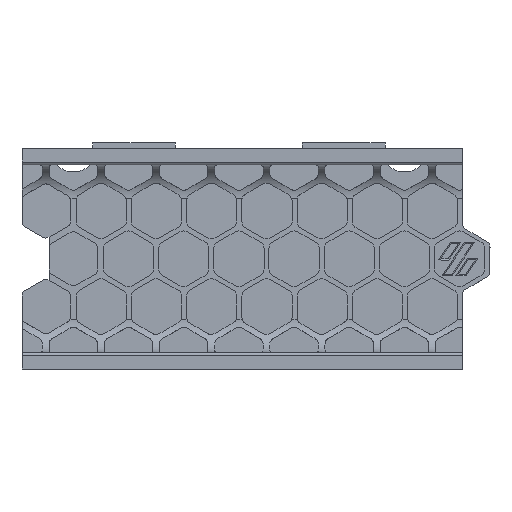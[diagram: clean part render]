
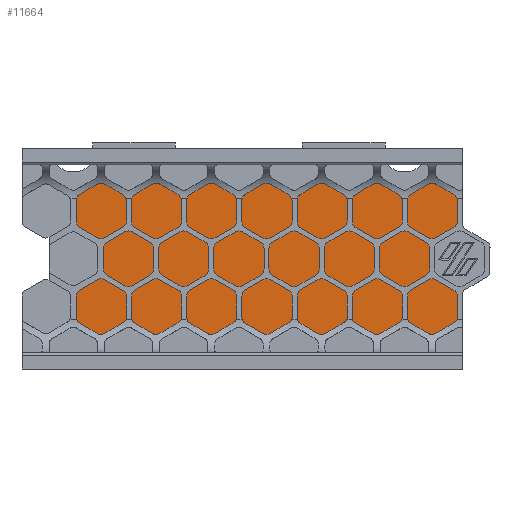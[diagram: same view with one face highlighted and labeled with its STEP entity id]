
A CAD part, top view. The second image highlights one B-rep face of the part: STEP entity #11664.
In plain terms, the highlighted planar face has unit normal (0, 0, 1).
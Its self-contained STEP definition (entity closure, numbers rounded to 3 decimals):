
#611=PLANE('',#12764);
#1200=FACE_OUTER_BOUND('',#1821,.T.);
#1821=EDGE_LOOP('',(#10822,#10823,#10824,#10825,#10826,#10827,#10828,#10829,
#10830,#10831,#10832,#10833));
#2897=LINE('',#20376,#3998);
#2900=LINE('',#20382,#4001);
#2903=LINE('',#20388,#4004);
#2906=LINE('',#20394,#4007);
#2909=LINE('',#20400,#4010);
#2913=LINE('',#20412,#4014);
#2917=LINE('',#20424,#4018);
#2921=LINE('',#20436,#4022);
#3998=VECTOR('',#15971,10.);
#4001=VECTOR('',#15976,10.);
#4004=VECTOR('',#15981,10.);
#4007=VECTOR('',#15986,10.);
#4010=VECTOR('',#15991,10.);
#4014=VECTOR('',#16003,10.);
#4018=VECTOR('',#16015,10.);
#4022=VECTOR('',#16027,10.);
#4448=CIRCLE('',#12750,1.35);
#4450=CIRCLE('',#12754,1.35);
#4452=CIRCLE('',#12758,1.35);
#4454=CIRCLE('',#12762,1.35);
#5580=VERTEX_POINT('',#20373);
#5581=VERTEX_POINT('',#20375);
#5583=VERTEX_POINT('',#20381);
#5585=VERTEX_POINT('',#20387);
#5587=VERTEX_POINT('',#20393);
#5589=VERTEX_POINT('',#20399);
#5591=VERTEX_POINT('',#20405);
#5593=VERTEX_POINT('',#20411);
#5595=VERTEX_POINT('',#20417);
#5597=VERTEX_POINT('',#20423);
#5599=VERTEX_POINT('',#20429);
#5601=VERTEX_POINT('',#20435);
#7312=EDGE_CURVE('',#5581,#5580,#2897,.T.);
#7315=EDGE_CURVE('',#5583,#5581,#2900,.T.);
#7318=EDGE_CURVE('',#5585,#5583,#2903,.T.);
#7321=EDGE_CURVE('',#5587,#5585,#2906,.T.);
#7324=EDGE_CURVE('',#5589,#5587,#2909,.T.);
#7327=EDGE_CURVE('',#5591,#5589,#4448,.T.);
#7330=EDGE_CURVE('',#5593,#5591,#2913,.T.);
#7333=EDGE_CURVE('',#5595,#5593,#4450,.T.);
#7336=EDGE_CURVE('',#5597,#5595,#2917,.T.);
#7339=EDGE_CURVE('',#5599,#5597,#4452,.T.);
#7342=EDGE_CURVE('',#5601,#5599,#2921,.T.);
#7345=EDGE_CURVE('',#5580,#5601,#4454,.T.);
#10822=ORIENTED_EDGE('',*,*,#7345,.T.);
#10823=ORIENTED_EDGE('',*,*,#7342,.T.);
#10824=ORIENTED_EDGE('',*,*,#7339,.T.);
#10825=ORIENTED_EDGE('',*,*,#7336,.T.);
#10826=ORIENTED_EDGE('',*,*,#7333,.T.);
#10827=ORIENTED_EDGE('',*,*,#7330,.T.);
#10828=ORIENTED_EDGE('',*,*,#7327,.T.);
#10829=ORIENTED_EDGE('',*,*,#7324,.T.);
#10830=ORIENTED_EDGE('',*,*,#7321,.T.);
#10831=ORIENTED_EDGE('',*,*,#7318,.T.);
#10832=ORIENTED_EDGE('',*,*,#7315,.T.);
#10833=ORIENTED_EDGE('',*,*,#7312,.T.);
#11664=ADVANCED_FACE('',(#1200),#611,.F.);
#12750=AXIS2_PLACEMENT_3D('',#20406,#15997,#15998);
#12754=AXIS2_PLACEMENT_3D('',#20418,#16009,#16010);
#12758=AXIS2_PLACEMENT_3D('',#20430,#16021,#16022);
#12762=AXIS2_PLACEMENT_3D('',#20440,#16033,#16034);
#12764=AXIS2_PLACEMENT_3D('',#20442,#16037,#16038);
#15971=DIRECTION('',(0.,1.,0.));
#15976=DIRECTION('',(1.,0.,0.));
#15981=DIRECTION('',(0.,-1.,0.));
#15986=DIRECTION('',(-1.,0.,0.));
#15991=DIRECTION('',(0.,1.,0.));
#15997=DIRECTION('center_axis',(0.,0.,
1.));
#15998=DIRECTION('ref_axis',(1.,0.,0.));
#16003=DIRECTION('',(0.866,0.5,0.));
#16009=DIRECTION('center_axis',(0.,0.,
-1.));
#16010=DIRECTION('ref_axis',(-1.,0.,0.));
#16015=DIRECTION('',(0.,1.,0.));
#16021=DIRECTION('center_axis',(0.,0.,
-1.));
#16022=DIRECTION('ref_axis',(-0.5,-0.866,0.));
#16027=DIRECTION('',(-0.866,0.5,0.));
#16033=DIRECTION('center_axis',(0.,0.,
1.));
#16034=DIRECTION('ref_axis',(0.5,0.866,0.));
#16037=DIRECTION('center_axis',(0.,0.,
-1.));
#16038=DIRECTION('ref_axis',(0.,1.,0.));
#20373=CARTESIAN_POINT('',(36.55,-5.831,0.6));
#20375=CARTESIAN_POINT('',(36.55,-14.855,0.6));
#20376=CARTESIAN_POINT('',(36.55,-5.831,0.6));
#20381=CARTESIAN_POINT('',(-35.05,-14.855,0.6));
#20382=CARTESIAN_POINT('',(36.55,-14.855,0.6));
#20387=CARTESIAN_POINT('',(-35.05,14.855,0.6));
#20388=CARTESIAN_POINT('',(-35.05,-14.855,0.6));
#20393=CARTESIAN_POINT('',(36.55,14.855,0.6));
#20394=CARTESIAN_POINT('',(-35.05,14.855,0.6));
#20399=CARTESIAN_POINT('',(36.55,5.831,0.6));
#20400=CARTESIAN_POINT('',(36.55,14.855,0.6));
#20405=CARTESIAN_POINT('',(35.875,4.662,0.6));
#20406=CARTESIAN_POINT('Origin',(35.2,5.831,0.6));
#20411=CARTESIAN_POINT('',(33.025,3.017,0.6));
#20412=CARTESIAN_POINT('',(33.025,3.017,0.6));
#20417=CARTESIAN_POINT('',(32.35,1.848,0.6));
#20418=CARTESIAN_POINT('Origin',(33.7,1.848,0.6));
#20423=CARTESIAN_POINT('',(32.35,-1.848,0.6));
#20424=CARTESIAN_POINT('',(32.35,-1.848,0.6));
#20429=CARTESIAN_POINT('',(33.025,-3.017,0.6));
#20430=CARTESIAN_POINT('Origin',(33.7,-1.848,0.6));
#20435=CARTESIAN_POINT('',(35.875,-4.662,0.6));
#20436=CARTESIAN_POINT('',(36.225,-4.864,0.6));
#20440=CARTESIAN_POINT('Origin',(35.2,-5.831,0.6));
#20442=CARTESIAN_POINT('Origin',(0.75,0.,
0.6));
